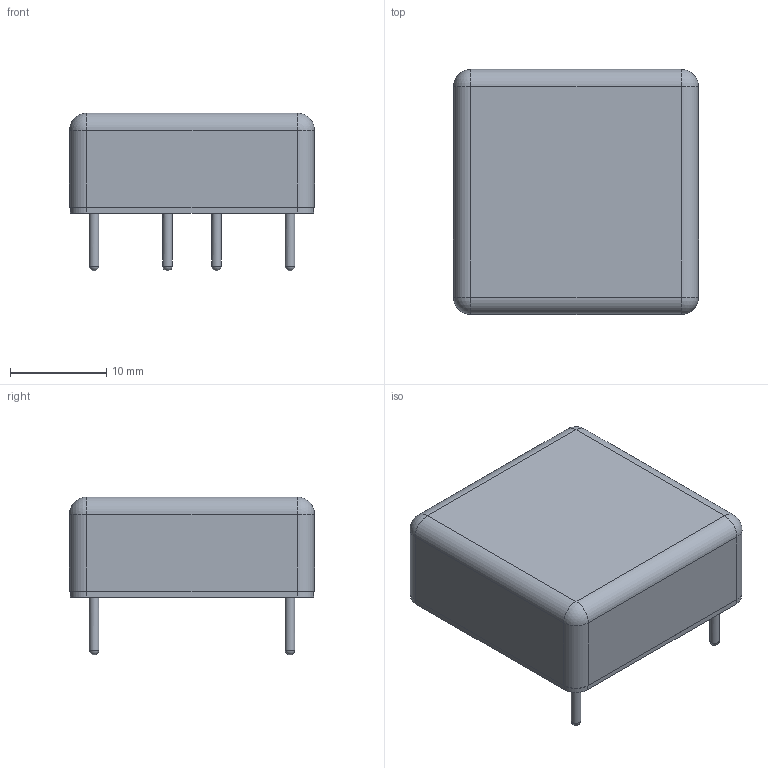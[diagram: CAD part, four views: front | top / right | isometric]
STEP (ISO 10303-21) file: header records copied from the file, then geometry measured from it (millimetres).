
FILE_DESCRIPTION(('FreeCAD Model'),'2;1');
FILE_NAME('TRACO_THL_10.step', '2018-04-11T16:15:53',('Author'),(''), 'Open CASCADE STEP processor 6.8','FreeCAD','Unknown');
FILE_SCHEMA(('AUTOMOTIVE_DESIGN_CC2 { 1 2 10303 214 -1 1 5 4 }'));
Length unit declared in the file: millimetre
Products named in the file (2): ASSEMBLY; Fusion
Assembly tree (1 placements, depth 2):
  ASSEMBLY
    Fusion
Bounding box: 25.4 x 25.4 x 16.36 mm (x, y, z)
Volume: 1580.7 mm3; surface area: 4363.6 mm2
Topology: 1 solids, 1 shells, 95 faces, 246 edges, 168 vertices
Faces by surface type: cylinder 46, plane 37, sphere 12
Full cylindrical faces by diameter (mm): 1 x12, 1.2 x6, 1.4 x8
Entity records: 3649 total; most frequent: DIRECTION 580, CARTESIAN_POINT 499, ORIENTED_EDGE 468, AXIS2_PLACEMENT_3D 249, EDGE_CURVE 234, VERTEX_POINT 168, CIRCLE 152, FACE_BOUND 124
